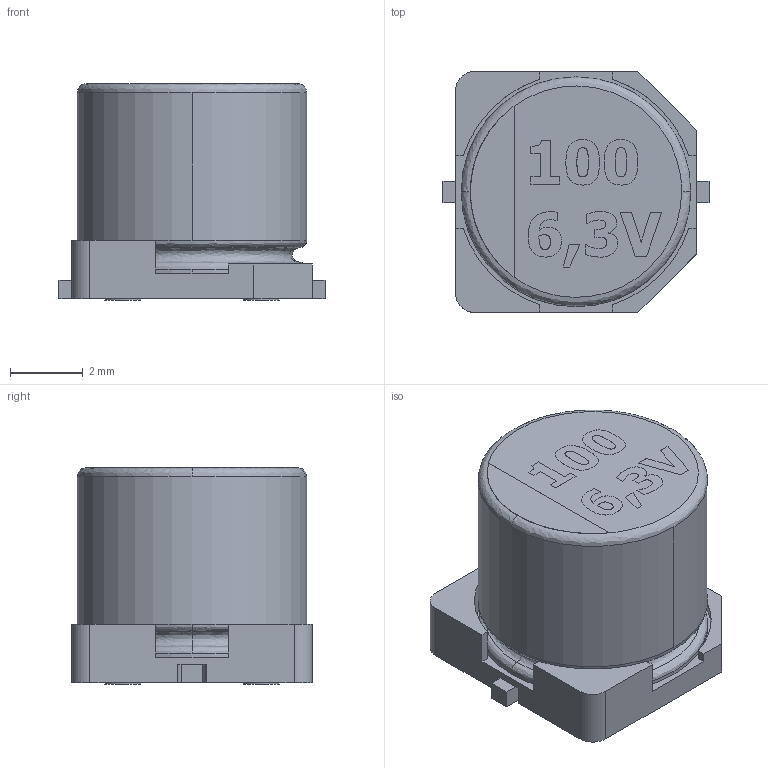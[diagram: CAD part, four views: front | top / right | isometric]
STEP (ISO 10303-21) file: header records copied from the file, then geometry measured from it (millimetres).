
FILE_DESCRIPTION (( 'STEP AP214' ), '1' );
FILE_NAME ('User Library-SMD Polymer Aluminum Electrolytic Capacitors C6 100uF 6,3V.STEP', '2016-01-20T18:55:12', ( 'Windows User' ), ( '' ), 'SwSTEP 2.0', 'SolidWorks 2016', '' );
FILE_SCHEMA (( 'AUTOMOTIVE_DESIGN' ));
Length unit declared in the file: millimetre
Products named in the file (1): User Library-SMD Polymer Aluminum Electrolytic Capacitors C6 100uF 6,3V
Bounding box: 7.3 x 6.6 x 5.95 mm (x, y, z)
Volume: 191.9 mm3; surface area: 239.4 mm2
Topology: 1 solids, 1 shells, 188 faces, 470 edges, 299 vertices
Faces by surface type: plane 90, bspline 73, cylinder 25
Entity records: 8087 total; most frequent: CARTESIAN_POINT 1929, ORIENTED_EDGE 940, DIRECTION 647, EDGE_CURVE 470, VERTEX_POINT 299, LINE 261, VECTOR 261, EDGE_LOOP 203
